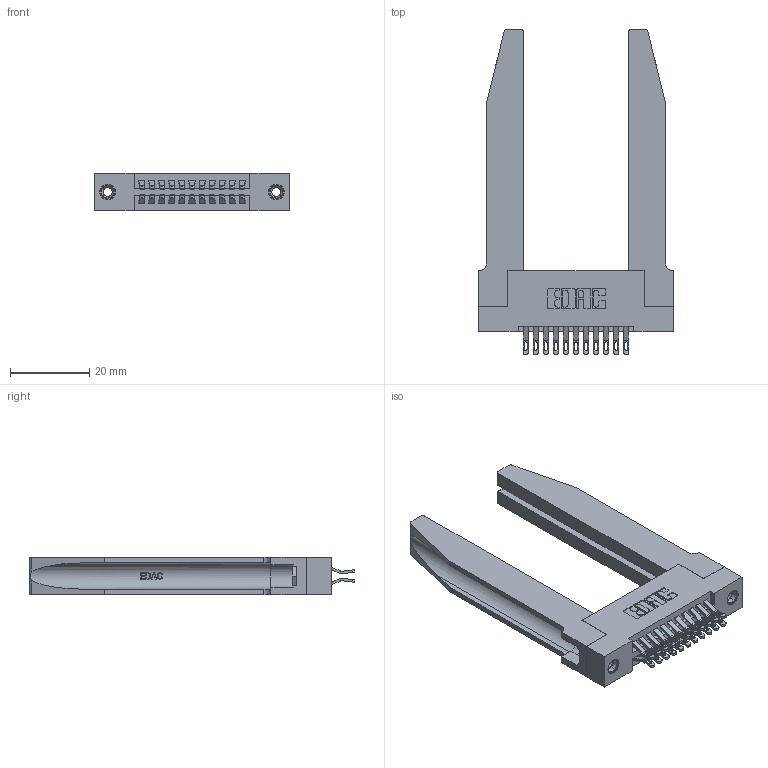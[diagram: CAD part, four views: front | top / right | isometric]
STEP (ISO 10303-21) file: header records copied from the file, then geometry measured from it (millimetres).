
FILE_DESCRIPTION (( 'STEP AP203' ), '1' );
FILE_NAME ('395-022-555-278.STEP', '2019-10-15T23:30:29', ( '' ), ( '' ), 'SwSTEP 2.0', 'SolidWorks 2016', '' );
FILE_SCHEMA (( 'CONFIG_CONTROL_DESIGN' ));
Length unit declared in the file: inch
Products named in the file (5): 345-292-001_555 Tail; 345-250-001_345-250-001-102; 345-220-078_345-220-078; 395-022-555-278; 345 Part_Flush Mounting Lugs - 0.156 Dia-TH
Assembly tree (27 placements, depth 2):
  395-022-555-278
    345 Part_Flush Mounting Lugs - 0.156 Dia-TH
    345-292-001_555 Tail  x22
    345-250-001_345-250-001-102  x2
    345-220-078_345-220-078  x2
Bounding box: 49.17 x 82.09 x 9.4 mm (x, y, z)
Volume: 12323.3 mm3; surface area: 13190 mm2
Topology: 27 solids, 27 shells, 1592 faces, 4843 edges, 3218 vertices
Faces by surface type: plane 904, cylinder 636, bspline 36, cone 12, torus 4
Entity records: 17870 total; most frequent: CARTESIAN_POINT 3977, ORIENTED_EDGE 2778, DIRECTION 2507, EDGE_CURVE 1389, VECTOR 1099, LINE 1099, VERTEX_POINT 920, AXIS2_PLACEMENT_3D 704
